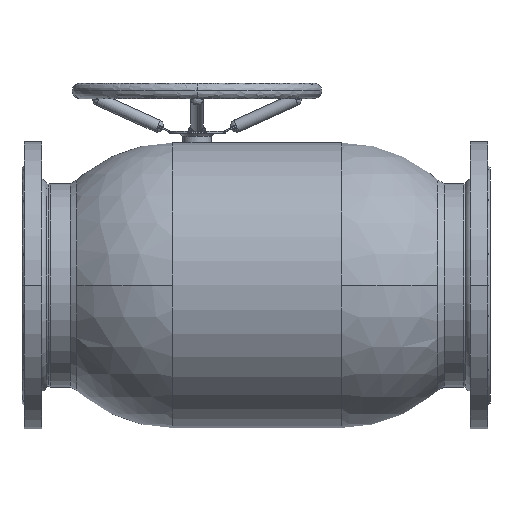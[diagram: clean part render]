
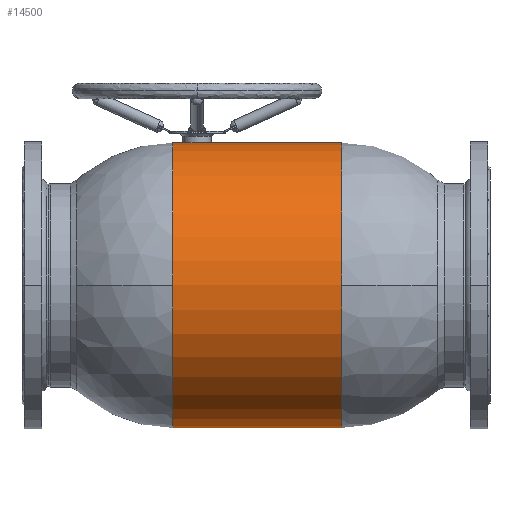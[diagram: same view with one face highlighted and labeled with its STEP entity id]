
A CAD part, front view. The second image highlights one B-rep face of the part: STEP entity #14500.
In plain terms, the highlighted cylindrical face has radius 228.5 mm (diameter 457 mm), a partial arc.
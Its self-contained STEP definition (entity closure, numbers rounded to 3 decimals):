
#5536 = AXIS2_PLACEMENT_3D ( 'NONE', #46785, #46812, #46813 ) ;
#14500 = ADVANCED_FACE ( 'NONE', ( #46799 ), #46798, .T. ) ;
#25336 = ORIENTED_EDGE ( 'NONE', *, *, #34011, .F. ) ;
#25337 = ORIENTED_EDGE ( 'NONE', *, *, #33808, .F. ) ;
#25338 = ORIENTED_EDGE ( 'NONE', *, *, #33775, .T. ) ;
#25339 = ORIENTED_EDGE ( 'NONE', *, *, #33806, .T. ) ;
#25340 = ORIENTED_EDGE ( 'NONE', *, *, #33785, .T. ) ;
#25341 = ORIENTED_EDGE ( 'NONE', *, *, #33771, .F. ) ;
#33771 = EDGE_CURVE ( 'NONE', #57301, #57325, #58154, .T. ) ;
#33775 = EDGE_CURVE ( 'NONE', #57299, #57303, #58159, .T. ) ;
#33785 = EDGE_CURVE ( 'NONE', #57301, #57294, #50382, .T. ) ;
#33806 = EDGE_CURVE ( 'NONE', #57294, #57299, #50398, .T. ) ;
#33808 = EDGE_CURVE ( 'NONE', #57314, #57303, #50400, .T. ) ;
#34011 = EDGE_CURVE ( 'NONE', #57325, #57314, #50534, .T. ) ;
#38639 = EDGE_LOOP ( 'NONE', ( #25341, #25340, #25339, #25338, #25337, #25336 ) ) ;
#46785 = CARTESIAN_POINT ( 'NONE',  ( -81.012, 0., 0. ) ) ;
#46798 = CYLINDRICAL_SURFACE ( 'NONE', #5536, 228.5 ) ;
#46799 = FACE_OUTER_BOUND ( 'NONE', #38639, .T. ) ;
#46812 = DIRECTION ( 'NONE',  ( -1., 0., 0. ) ) ;
#46813 = DIRECTION ( 'NONE',  ( 0., 0., 1. ) ) ;
#50370 = VECTOR ( 'NONE', #58158, 1000. ) ;
#50372 = VECTOR ( 'NONE', #58163, 1000. ) ;
#50382 = CIRCLE ( 'NONE', #50385, 228.5 ) ;
#50385 = AXIS2_PLACEMENT_3D ( 'NONE', #58173, #58174, #58175 ) ;
#50398 = CIRCLE ( 'NONE', #50401, 228.5 ) ;
#50400 = CIRCLE ( 'NONE', #50403, 228.5 ) ;
#50401 = AXIS2_PLACEMENT_3D ( 'NONE', #58200, #58201, #58202 ) ;
#50403 = AXIS2_PLACEMENT_3D ( 'NONE', #58203, #58204, #58205 ) ;
#50534 = CIRCLE ( 'NONE', #50536, 228.5 ) ;
#50536 = AXIS2_PLACEMENT_3D ( 'NONE', #58472, #58473, #58474 ) ;
#52095 = CARTESIAN_POINT ( 'NONE',  ( 135.124, -228.5, 0. ) ) ;
#52099 = CARTESIAN_POINT ( 'NONE',  ( 135.124, 0., 228.5 ) ) ;
#52101 = CARTESIAN_POINT ( 'NONE',  ( 135.124, 0., -228.5 ) ) ;
#52102 = CARTESIAN_POINT ( 'NONE',  ( -135.124, 0., 228.5 ) ) ;
#52108 = CARTESIAN_POINT ( 'NONE',  ( -135.124, -228.5, 0. ) ) ;
#52114 = CARTESIAN_POINT ( 'NONE',  ( -135.124, 0., -228.5 ) ) ;
#57294 = VERTEX_POINT ( 'NONE', #52095 ) ;
#57299 = VERTEX_POINT ( 'NONE', #52099 ) ;
#57301 = VERTEX_POINT ( 'NONE', #52101 ) ;
#57303 = VERTEX_POINT ( 'NONE', #52102 ) ;
#57314 = VERTEX_POINT ( 'NONE', #52108 ) ;
#57325 = VERTEX_POINT ( 'NONE', #52114 ) ;
#58142 = CARTESIAN_POINT ( 'NONE',  ( -81.012, 0., -228.5 ) ) ;
#58147 = CARTESIAN_POINT ( 'NONE',  ( -81.012, 0., 228.5 ) ) ;
#58154 = LINE ( 'NONE', #58142, #50370 ) ;
#58158 = DIRECTION ( 'NONE',  ( -1., 0., 0. ) ) ;
#58159 = LINE ( 'NONE', #58147, #50372 ) ;
#58163 = DIRECTION ( 'NONE',  ( -1., 0., 0. ) ) ;
#58173 = CARTESIAN_POINT ( 'NONE',  ( 135.124, 0., 0. ) ) ;
#58174 = DIRECTION ( 'NONE',  ( -1., 0., 0. ) ) ;
#58175 = DIRECTION ( 'NONE',  ( 0., 0., 1. ) ) ;
#58200 = CARTESIAN_POINT ( 'NONE',  ( 135.124, 0., 0. ) ) ;
#58201 = DIRECTION ( 'NONE',  ( -1., 0., 0. ) ) ;
#58202 = DIRECTION ( 'NONE',  ( 0., 0., 1. ) ) ;
#58203 = CARTESIAN_POINT ( 'NONE',  ( -135.124, 0., 0. ) ) ;
#58204 = DIRECTION ( 'NONE',  ( -1., 0., 0. ) ) ;
#58205 = DIRECTION ( 'NONE',  ( 0., 0., 1. ) ) ;
#58472 = CARTESIAN_POINT ( 'NONE',  ( -135.124, 0., 0. ) ) ;
#58473 = DIRECTION ( 'NONE',  ( -1., 0., 0. ) ) ;
#58474 = DIRECTION ( 'NONE',  ( 0., 0., 1. ) ) ;
